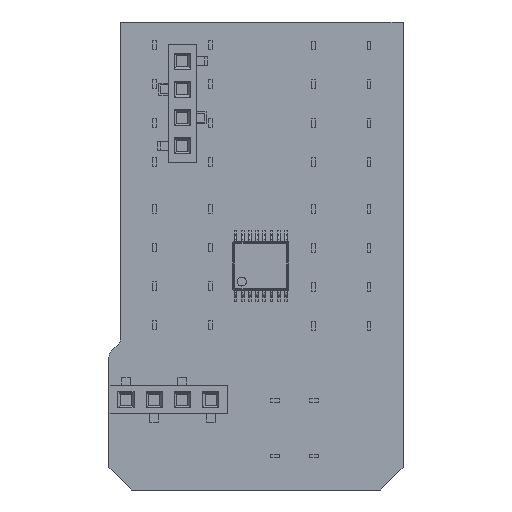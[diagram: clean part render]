
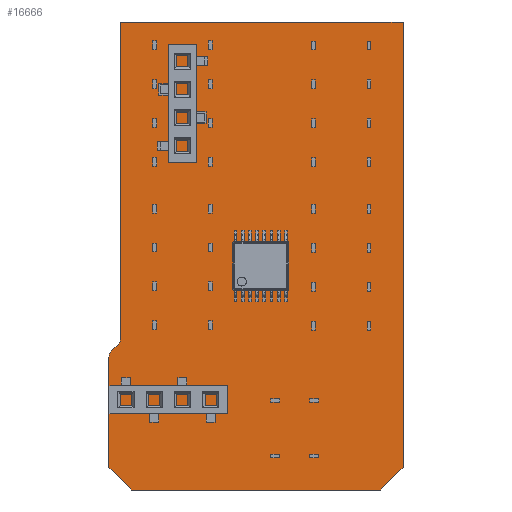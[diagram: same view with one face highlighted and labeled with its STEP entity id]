
A CAD part, front view. The second image highlights one B-rep face of the part: STEP entity #16666.
In plain terms, the highlighted planar face has unit normal (0, -1, 0).
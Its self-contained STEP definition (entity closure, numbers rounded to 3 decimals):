
#351=FACE_BOUND('',#2329,.T.);
#352=FACE_BOUND('',#2330,.T.);
#353=FACE_BOUND('',#2331,.T.);
#354=FACE_BOUND('',#2332,.T.);
#1379=FACE_OUTER_BOUND('',#2328,.T.);
#2328=EDGE_LOOP('',(#14889,#14890,#14891,#14892,#14893,#14894,#14895,#14896,
#14897));
#2329=EDGE_LOOP('',(#14898,#14899,#14900,#14901));
#2330=EDGE_LOOP('',(#14902,#14903,#14904,#14905));
#2331=EDGE_LOOP('',(#14906,#14907,#14908,#14909));
#2332=EDGE_LOOP('',(#14910,#14911,#14912,#14913));
#2604=CIRCLE('',#17973,1.);
#2606=CIRCLE('',#17976,1.);
#4529=LINE('',#27145,#6521);
#4533=LINE('',#27154,#6525);
#4537=LINE('',#27163,#6529);
#4541=LINE('',#27172,#6533);
#4547=LINE('',#27189,#6539);
#4548=LINE('',#27191,#6540);
#4549=LINE('',#27193,#6541);
#4550=LINE('',#27195,#6542);
#4551=LINE('',#27197,#6543);
#4552=LINE('',#27199,#6544);
#4553=LINE('',#27201,#6545);
#4554=LINE('',#27203,#6546);
#4555=LINE('',#27204,#6547);
#4556=LINE('',#27205,#6548);
#4557=LINE('',#27206,#6549);
#4558=LINE('',#27209,#6550);
#4559=LINE('',#27211,#6551);
#4560=LINE('',#27213,#6552);
#4561=LINE('',#27214,#6553);
#4562=LINE('',#27217,#6554);
#4563=LINE('',#27219,#6555);
#4564=LINE('',#27221,#6556);
#4565=LINE('',#27222,#6557);
#6521=VECTOR('',#22258,10.);
#6525=VECTOR('',#22264,10.);
#6529=VECTOR('',#22270,10.);
#6533=VECTOR('',#22276,10.);
#6539=VECTOR('',#22290,10.);
#6540=VECTOR('',#22291,10.);
#6541=VECTOR('',#22292,10.);
#6542=VECTOR('',#22293,10.);
#6543=VECTOR('',#22294,10.);
#6544=VECTOR('',#22295,10.);
#6545=VECTOR('',#22296,10.);
#6546=VECTOR('',#22299,10.);
#6547=VECTOR('',#22300,10.);
#6548=VECTOR('',#22301,10.);
#6549=VECTOR('',#22302,10.);
#6550=VECTOR('',#22303,10.);
#6551=VECTOR('',#22304,10.);
#6552=VECTOR('',#22305,10.);
#6553=VECTOR('',#22306,10.);
#6554=VECTOR('',#22307,10.);
#6555=VECTOR('',#22308,10.);
#6556=VECTOR('',#22309,10.);
#6557=VECTOR('',#22310,10.);
#8063=VERTEX_POINT('',#27143);
#8064=VERTEX_POINT('',#27144);
#8067=VERTEX_POINT('',#27152);
#8068=VERTEX_POINT('',#27153);
#8071=VERTEX_POINT('',#27161);
#8072=VERTEX_POINT('',#27162);
#8075=VERTEX_POINT('',#27170);
#8076=VERTEX_POINT('',#27171);
#8079=VERTEX_POINT('',#27179);
#8080=VERTEX_POINT('',#27180);
#8083=VERTEX_POINT('',#27188);
#8084=VERTEX_POINT('',#27190);
#8085=VERTEX_POINT('',#27192);
#8086=VERTEX_POINT('',#27194);
#8087=VERTEX_POINT('',#27196);
#8088=VERTEX_POINT('',#27198);
#8089=VERTEX_POINT('',#27200);
#8090=VERTEX_POINT('',#27207);
#8091=VERTEX_POINT('',#27208);
#8092=VERTEX_POINT('',#27210);
#8093=VERTEX_POINT('',#27212);
#8094=VERTEX_POINT('',#27215);
#8095=VERTEX_POINT('',#27216);
#8096=VERTEX_POINT('',#27218);
#8097=VERTEX_POINT('',#27220);
#10340=EDGE_CURVE('',#8063,#8064,#4529,.T.);
#10344=EDGE_CURVE('',#8067,#8068,#4533,.T.);
#10348=EDGE_CURVE('',#8071,#8072,#4537,.T.);
#10352=EDGE_CURVE('',#8075,#8076,#4541,.T.);
#10356=EDGE_CURVE('',#8079,#8080,#2604,.T.);
#10360=EDGE_CURVE('',#8079,#8083,#4547,.T.);
#10361=EDGE_CURVE('',#8084,#8083,#4548,.T.);
#10362=EDGE_CURVE('',#8085,#8084,#4549,.T.);
#10363=EDGE_CURVE('',#8086,#8085,#4550,.T.);
#10364=EDGE_CURVE('',#8086,#8087,#4551,.T.);
#10365=EDGE_CURVE('',#8087,#8088,#4552,.T.);
#10366=EDGE_CURVE('',#8088,#8089,#4553,.T.);
#10367=EDGE_CURVE('',#8080,#8089,#2606,.T.);
#10368=EDGE_CURVE('',#8076,#8067,#4554,.T.);
#10369=EDGE_CURVE('',#8068,#8075,#4555,.T.);
#10370=EDGE_CURVE('',#8072,#8063,#4556,.T.);
#10371=EDGE_CURVE('',#8064,#8071,#4557,.T.);
#10372=EDGE_CURVE('',#8090,#8091,#4558,.T.);
#10373=EDGE_CURVE('',#8091,#8092,#4559,.T.);
#10374=EDGE_CURVE('',#8092,#8093,#4560,.T.);
#10375=EDGE_CURVE('',#8093,#8090,#4561,.T.);
#10376=EDGE_CURVE('',#8094,#8095,#4562,.T.);
#10377=EDGE_CURVE('',#8095,#8096,#4563,.T.);
#10378=EDGE_CURVE('',#8096,#8097,#4564,.T.);
#10379=EDGE_CURVE('',#8097,#8094,#4565,.T.);
#14889=ORIENTED_EDGE('',*,*,#10356,.F.);
#14890=ORIENTED_EDGE('',*,*,#10360,.T.);
#14891=ORIENTED_EDGE('',*,*,#10361,.F.);
#14892=ORIENTED_EDGE('',*,*,#10362,.F.);
#14893=ORIENTED_EDGE('',*,*,#10363,.F.);
#14894=ORIENTED_EDGE('',*,*,#10364,.T.);
#14895=ORIENTED_EDGE('',*,*,#10365,.T.);
#14896=ORIENTED_EDGE('',*,*,#10366,.T.);
#14897=ORIENTED_EDGE('',*,*,#10367,.F.);
#14898=ORIENTED_EDGE('',*,*,#10368,.T.);
#14899=ORIENTED_EDGE('',*,*,#10344,.T.);
#14900=ORIENTED_EDGE('',*,*,#10369,.T.);
#14901=ORIENTED_EDGE('',*,*,#10352,.T.);
#14902=ORIENTED_EDGE('',*,*,#10370,.T.);
#14903=ORIENTED_EDGE('',*,*,#10340,.T.);
#14904=ORIENTED_EDGE('',*,*,#10371,.T.);
#14905=ORIENTED_EDGE('',*,*,#10348,.T.);
#14906=ORIENTED_EDGE('',*,*,#10372,.T.);
#14907=ORIENTED_EDGE('',*,*,#10373,.T.);
#14908=ORIENTED_EDGE('',*,*,#10374,.T.);
#14909=ORIENTED_EDGE('',*,*,#10375,.T.);
#14910=ORIENTED_EDGE('',*,*,#10376,.T.);
#14911=ORIENTED_EDGE('',*,*,#10377,.T.);
#14912=ORIENTED_EDGE('',*,*,#10378,.T.);
#14913=ORIENTED_EDGE('',*,*,#10379,.T.);
#15766=PLANE('',#17975);
#16666=ADVANCED_FACE('',(#1379,#351,#352,#353,#354),#15766,.F.);
#17973=AXIS2_PLACEMENT_3D('',#27181,#22282,#22283);
#17975=AXIS2_PLACEMENT_3D('',#27187,#22288,#22289);
#17976=AXIS2_PLACEMENT_3D('',#27202,#22297,#22298);
#22258=DIRECTION('',(0.,0.,-1.));
#22264=DIRECTION('',(0.,0.,-1.));
#22270=DIRECTION('',(0.,0.,1.));
#22276=DIRECTION('',(0.,0.,1.));
#22282=DIRECTION('center_axis',(0.,1.,0.));
#22283=DIRECTION('ref_axis',(1.,0.,0.));
#22288=DIRECTION('center_axis',(0.,1.,0.));
#22289=DIRECTION('ref_axis',(1.,0.,0.));
#22290=DIRECTION('',(0.,0.,-1.));
#22291=DIRECTION('',(-0.707,0.,0.707));
#22292=DIRECTION('',(-1.,0.,0.));
#22293=DIRECTION('',(-0.707,0.,-0.707));
#22294=DIRECTION('',(0.,0.,1.));
#22295=DIRECTION('',(-1.,0.,0.));
#22296=DIRECTION('',(0.,0.,-1.));
#22297=DIRECTION('center_axis',(0.,-1.,0.));
#22298=DIRECTION('ref_axis',(0.707,0.,-0.707));
#22299=DIRECTION('',(1.,0.,0.));
#22300=DIRECTION('',(-1.,0.,0.));
#22301=DIRECTION('',(1.,0.,0.));
#22302=DIRECTION('',(-1.,0.,0.));
#22303=DIRECTION('',(0.,0.,-1.));
#22304=DIRECTION('',(-1.,0.,0.));
#22305=DIRECTION('',(0.,0.,1.));
#22306=DIRECTION('',(1.,0.,0.));
#22307=DIRECTION('',(0.,0.,-1.));
#22308=DIRECTION('',(-1.,0.,0.));
#22309=DIRECTION('',(0.,0.,1.));
#22310=DIRECTION('',(1.,0.,0.));
#27143=CARTESIAN_POINT('',(-63.004,0.,57.789));
#27144=CARTESIAN_POINT('',(-63.004,0.,56.769));
#27145=CARTESIAN_POINT('',(-63.004,0.,57.789));
#27152=CARTESIAN_POINT('',(-66.024,0.,60.329));
#27153=CARTESIAN_POINT('',(-66.024,0.,59.309));
#27154=CARTESIAN_POINT('',(-66.024,0.,60.329));
#27161=CARTESIAN_POINT('',(-64.234,0.,56.769));
#27162=CARTESIAN_POINT('',(-64.234,0.,57.789));
#27163=CARTESIAN_POINT('',(-64.234,0.,56.769));
#27170=CARTESIAN_POINT('',(-67.254,0.,59.309));
#27171=CARTESIAN_POINT('',(-67.254,0.,60.329));
#27172=CARTESIAN_POINT('',(-67.254,0.,59.309));
#27179=CARTESIAN_POINT('',(-71.735,0.,35.722));
#27180=CARTESIAN_POINT('',(-71.21,0.,36.602));
#27181=CARTESIAN_POINT('Origin',(-70.735,0.,35.722));
#27187=CARTESIAN_POINT('Origin',(-50.059,0.,45.336));
#27188=CARTESIAN_POINT('',(-71.735,0.,25.782));
#27189=CARTESIAN_POINT('',(-71.735,0.,24.074));
#27190=CARTESIAN_POINT('',(-69.735,0.,23.782));
#27191=CARTESIAN_POINT('',(-70.704,0.,24.752));
#27192=CARTESIAN_POINT('',(-47.285,0.,23.782));
#27193=CARTESIAN_POINT('',(-70.685,0.,23.782));
#27194=CARTESIAN_POINT('',(-45.285,0.,25.782));
#27195=CARTESIAN_POINT('',(-42.09,0.,28.977));
#27196=CARTESIAN_POINT('',(-45.285,0.,65.882));
#27197=CARTESIAN_POINT('',(-45.285,0.,55.755));
#27198=CARTESIAN_POINT('',(-70.685,0.,65.882));
#27199=CARTESIAN_POINT('',(-60.372,0.,65.882));
#27200=CARTESIAN_POINT('',(-70.685,0.,37.482));
#27201=CARTESIAN_POINT('',(-70.685,0.,41.055));
#27202=CARTESIAN_POINT('Origin',(-71.685,0.,37.482));
#27203=CARTESIAN_POINT('',(-57.874,0.,60.329));
#27204=CARTESIAN_POINT('',(-58.824,0.,59.309));
#27205=CARTESIAN_POINT('',(-56.364,0.,57.789));
#27206=CARTESIAN_POINT('',(-57.314,0.,56.769));
#27207=CARTESIAN_POINT('',(-65.889,0.,55.139));
#27208=CARTESIAN_POINT('',(-65.889,0.,54.339));
#27209=CARTESIAN_POINT('',(-65.889,0.,49.838));
#27210=CARTESIAN_POINT('',(-67.389,0.,54.339));
#27211=CARTESIAN_POINT('',(-58.724,0.,54.339));
#27212=CARTESIAN_POINT('',(-67.389,0.,55.139));
#27213=CARTESIAN_POINT('',(-67.389,0.,50.238));
#27214=CARTESIAN_POINT('',(-57.974,0.,55.139));
#27215=CARTESIAN_POINT('',(-62.869,0.,62.759));
#27216=CARTESIAN_POINT('',(-62.869,0.,61.959));
#27217=CARTESIAN_POINT('',(-62.869,0.,53.648));
#27218=CARTESIAN_POINT('',(-64.369,0.,61.959));
#27219=CARTESIAN_POINT('',(-57.214,0.,61.959));
#27220=CARTESIAN_POINT('',(-64.369,0.,62.759));
#27221=CARTESIAN_POINT('',(-64.369,0.,54.048));
#27222=CARTESIAN_POINT('',(-56.464,0.,62.759));
